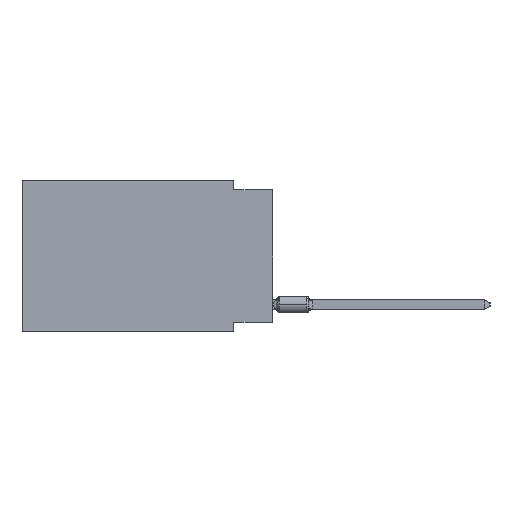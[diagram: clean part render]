
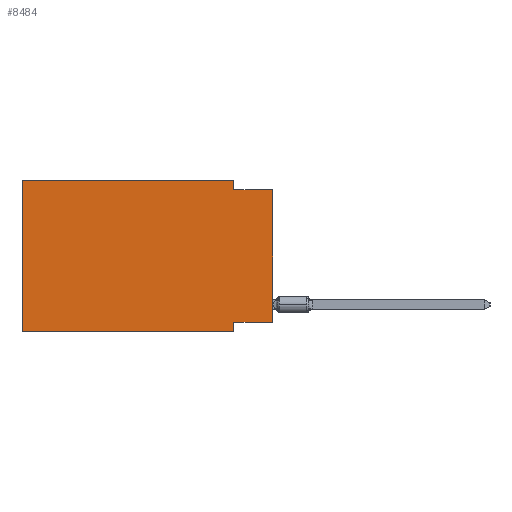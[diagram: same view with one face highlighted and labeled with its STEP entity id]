
A CAD part, left-side view. The second image highlights one B-rep face of the part: STEP entity #8484.
In plain terms, the highlighted planar face has unit normal (-1, 0, 0).
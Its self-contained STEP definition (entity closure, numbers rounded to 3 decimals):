
#122 = ORIENTED_EDGE ( 'NONE', *, *, #29645, .T. ) ;
#1616 = LINE ( 'NONE', #5800, #30410 ) ;
#1929 = EDGE_CURVE ( 'NONE', #33926, #44066, #23623, .T. ) ;
#5524 = ORIENTED_EDGE ( 'NONE', *, *, #18936, .T. ) ;
#5738 = CARTESIAN_POINT ( 'NONE',  ( 0., 0., -9.271 ) ) ;
#5800 = CARTESIAN_POINT ( 'NONE',  ( 0., 16.383, -9.906 ) ) ;
#6522 = VERTEX_POINT ( 'NONE', #15845 ) ;
#6540 = DIRECTION ( 'NONE',  ( 0., 1., 0. ) ) ;
#7845 = DIRECTION ( 'NONE',  ( 0., 0., 1. ) ) ;
#8484 = ADVANCED_FACE ( 'NONE', ( #47788 ), #46214, .F. ) ;
#9471 = DIRECTION ( 'NONE',  ( 0., 0., -1. ) ) ;
#10831 = VECTOR ( 'NONE', #22870, 1000. ) ;
#11591 = CARTESIAN_POINT ( 'NONE',  ( 0., 16.383, -9.906 ) ) ;
#11684 = VECTOR ( 'NONE', #17204, 1000. ) ;
#12119 = CARTESIAN_POINT ( 'NONE',  ( 0., 16.383, 0. ) ) ;
#12143 = LINE ( 'NONE', #21114, #11684 ) ;
#13247 = DIRECTION ( 'NONE',  ( 0., 0., 1. ) ) ;
#14173 = CARTESIAN_POINT ( 'NONE',  ( 0., 0., -0.635 ) ) ;
#14900 = ORIENTED_EDGE ( 'NONE', *, *, #1929, .F. ) ;
#15845 = CARTESIAN_POINT ( 'NONE',  ( 0., 2.54, -9.906 ) ) ;
#16423 = LINE ( 'NONE', #46289, #33061 ) ;
#16611 = EDGE_CURVE ( 'NONE', #18636, #33926, #29701, .T. ) ;
#16633 = CARTESIAN_POINT ( 'NONE',  ( 0., 0., -0.635 ) ) ;
#16978 = DIRECTION ( 'NONE',  ( 0., 0., -1. ) ) ;
#17187 = VECTOR ( 'NONE', #7845, 1000. ) ;
#17204 = DIRECTION ( 'NONE',  ( 0., 0., -1. ) ) ;
#18636 = VERTEX_POINT ( 'NONE', #11591 ) ;
#18813 = ORIENTED_EDGE ( 'NONE', *, *, #16611, .F. ) ;
#18936 = EDGE_CURVE ( 'NONE', #36391, #55152, #48163, .T. ) ;
#19826 = CARTESIAN_POINT ( 'NONE',  ( 0., 2.54, -0.635 ) ) ;
#20447 = ORIENTED_EDGE ( 'NONE', *, *, #29763, .F. ) ;
#21114 = CARTESIAN_POINT ( 'NONE',  ( 0., 2.54, -9.906 ) ) ;
#22870 = DIRECTION ( 'NONE',  ( 0., -1., 0. ) ) ;
#23356 = CARTESIAN_POINT ( 'NONE',  ( 0., 16.383, 0. ) ) ;
#23623 = LINE ( 'NONE', #23356, #40563 ) ;
#24017 = ORIENTED_EDGE ( 'NONE', *, *, #38686, .F. ) ;
#24372 = VECTOR ( 'NONE', #13247, 1000. ) ;
#24392 = CARTESIAN_POINT ( 'NONE',  ( 0., 16.383, 0. ) ) ;
#25918 = ORIENTED_EDGE ( 'NONE', *, *, #31394, .F. ) ;
#26401 = CARTESIAN_POINT ( 'NONE',  ( 0., 0., -9.271 ) ) ;
#27645 = DIRECTION ( 'NONE',  ( 0., -1., 0. ) ) ;
#28138 = EDGE_CURVE ( 'NONE', #44066, #31847, #16423, .T. ) ;
#29645 = EDGE_CURVE ( 'NONE', #18636, #6522, #1616, .T. ) ;
#29701 = LINE ( 'NONE', #46164, #17187 ) ;
#29763 = EDGE_CURVE ( 'NONE', #48881, #6522, #12143, .T. ) ;
#30410 = VECTOR ( 'NONE', #27645, 1000. ) ;
#30418 = CARTESIAN_POINT ( 'NONE',  ( 0., 2.54, -9.271 ) ) ;
#30866 = CARTESIAN_POINT ( 'NONE',  ( 0., 0., 0. ) ) ;
#31394 = EDGE_CURVE ( 'NONE', #36391, #48881, #35399, .T. ) ;
#31847 = VERTEX_POINT ( 'NONE', #19826 ) ;
#33061 = VECTOR ( 'NONE', #16978, 1000. ) ;
#33926 = VERTEX_POINT ( 'NONE', #24392 ) ;
#34595 = LINE ( 'NONE', #14173, #10831 ) ;
#34648 = AXIS2_PLACEMENT_3D ( 'NONE', #12119, #52234, #9471 ) ;
#35399 = LINE ( 'NONE', #5738, #43186 ) ;
#36391 = VERTEX_POINT ( 'NONE', #26401 ) ;
#36734 = DIRECTION ( 'NONE',  ( 0., -1., 0. ) ) ;
#37097 = ORIENTED_EDGE ( 'NONE', *, *, #28138, .F. ) ;
#37310 = CARTESIAN_POINT ( 'NONE',  ( 0., 2.54, 0. ) ) ;
#38686 = EDGE_CURVE ( 'NONE', #31847, #55152, #34595, .T. ) ;
#40563 = VECTOR ( 'NONE', #36734, 1000. ) ;
#43186 = VECTOR ( 'NONE', #6540, 1000. ) ;
#44066 = VERTEX_POINT ( 'NONE', #37310 ) ;
#46164 = CARTESIAN_POINT ( 'NONE',  ( 0., 16.383, 0. ) ) ;
#46214 = PLANE ( 'NONE',  #34648 ) ;
#46289 = CARTESIAN_POINT ( 'NONE',  ( 0., 2.54, 0. ) ) ;
#47788 = FACE_OUTER_BOUND ( 'NONE', #53395, .T. ) ;
#48163 = LINE ( 'NONE', #30866, #24372 ) ;
#48881 = VERTEX_POINT ( 'NONE', #30418 ) ;
#52234 = DIRECTION ( 'NONE',  ( 1., 0., 0. ) ) ;
#53395 = EDGE_LOOP ( 'NONE', ( #5524, #24017, #37097, #14900, #18813, #122, #20447, #25918 ) ) ;
#55152 = VERTEX_POINT ( 'NONE', #16633 ) ;
